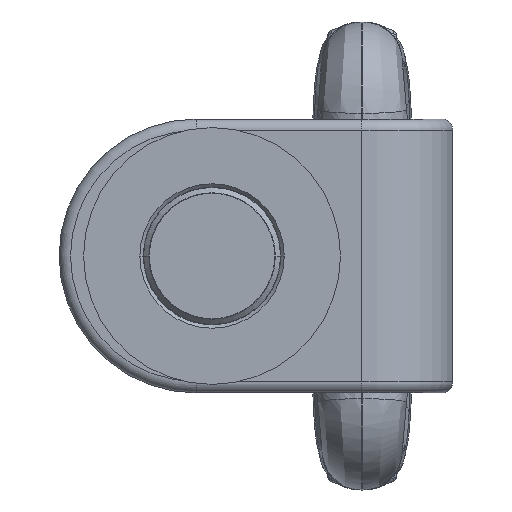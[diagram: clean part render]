
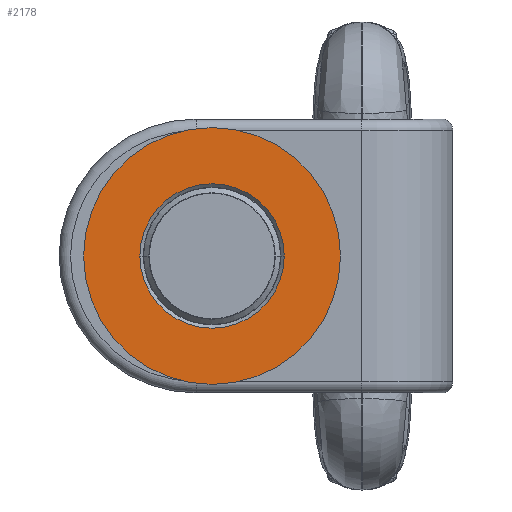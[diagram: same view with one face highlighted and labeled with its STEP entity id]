
A CAD part, front view. The second image highlights one B-rep face of the part: STEP entity #2178.
In plain terms, the highlighted face is planar.
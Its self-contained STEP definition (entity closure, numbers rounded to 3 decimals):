
#1925=CARTESIAN_POINT('',(0.,0.,0.));
#1926=DIRECTION('',(-1.,0.,0.));
#1927=DIRECTION('',(0.,1.,0.));
#1928=AXIS2_PLACEMENT_3D('',#1925,#1926,#1927);
#1930=CARTESIAN_POINT('',(0.,0.,0.));
#1931=DIRECTION('',(1.,0.,0.));
#1932=DIRECTION('',(0.,1.,0.));
#1933=AXIS2_PLACEMENT_3D('',#1930,#1931,#1932);
#1935=CARTESIAN_POINT('',(0.,0.,0.));
#1936=DIRECTION('',(1.,0.,0.));
#1937=DIRECTION('',(0.,1.,0.));
#1938=AXIS2_PLACEMENT_3D('',#1935,#1936,#1937);
#1948=CARTESIAN_POINT('',(0.,0.,0.));
#1949=DIRECTION('',(-1.,0.,0.));
#1950=DIRECTION('',(0.,1.,0.));
#1951=AXIS2_PLACEMENT_3D('',#1948,#1949,#1950);
#2113=CARTESIAN_POINT('',(0.,22.5,0.));
#2115=VERTEX_POINT('',#2113);
#2125=CARTESIAN_POINT('',(0.,12.65,0.));
#2126=VERTEX_POINT('',#2125);
#2127=CARTESIAN_POINT('',(0.,-22.5,0.));
#2129=VERTEX_POINT('',#2127);
#2139=CARTESIAN_POINT('',(0.,-12.65,0.));
#2140=VERTEX_POINT('',#2139);
#2161=CARTESIAN_POINT('',(0.,0.,0.));
#2162=DIRECTION('',(1.,0.,0.));
#2163=DIRECTION('',(0.,-1.,0.));
#2164=AXIS2_PLACEMENT_3D('',#2161,#2162,#2163);
#2165=PLANE('',#2164);
#2167=ORIENTED_EDGE('',*,*,#2166,.F.);
#2169=ORIENTED_EDGE('',*,*,#2168,.T.);
#2170=EDGE_LOOP('',(#2167,#2169));
#2171=FACE_OUTER_BOUND('',#2170,.F.);
#2173=ORIENTED_EDGE('',*,*,#2172,.F.);
#2175=ORIENTED_EDGE('',*,*,#2174,.T.);
#2176=EDGE_LOOP('',(#2173,#2175));
#2177=FACE_BOUND('',#2176,.F.);
#2178=ADVANCED_FACE('',(#2171,#2177),#2165,.T.);
#1929=CIRCLE('',#1928,12.65);
#1934=CIRCLE('',#1933,12.65);
#1939=CIRCLE('',#1938,22.5);
#1952=CIRCLE('',#1951,22.5);
#2166=EDGE_CURVE('',#2115,#2129,#1939,.T.);
#2168=EDGE_CURVE('',#2115,#2129,#1952,.T.);
#2172=EDGE_CURVE('',#2126,#2140,#1929,.T.);
#2174=EDGE_CURVE('',#2126,#2140,#1934,.T.);
